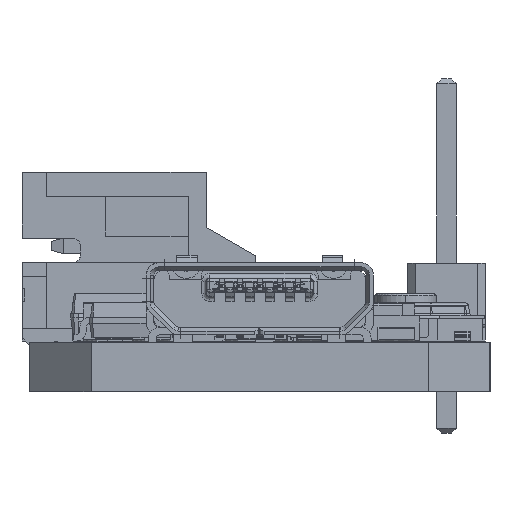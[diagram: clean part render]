
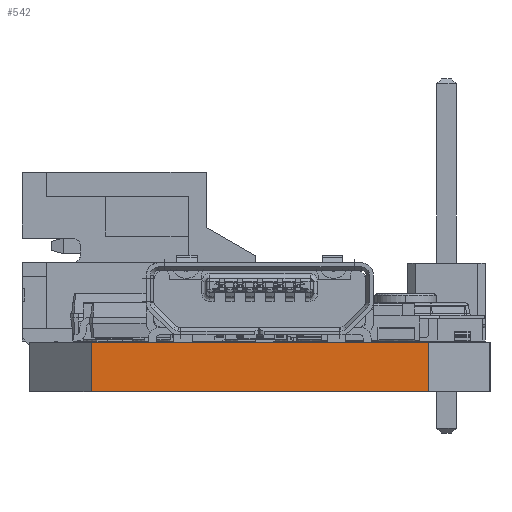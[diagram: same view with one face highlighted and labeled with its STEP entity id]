
A CAD part, left-side view. The second image highlights one B-rep face of the part: STEP entity #542.
In plain terms, the highlighted planar face has unit normal (-1, 0, 0).
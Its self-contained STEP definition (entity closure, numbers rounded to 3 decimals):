
#542=ADVANCED_FACE('',(#2390),#30200,.T.);
#2390=FACE_OUTER_BOUND('',#4258,.T.);
#4258=EDGE_LOOP('',(#6365,#6366,#6367,#6368));
#6365=ORIENTED_EDGE('',*,*,#16347,.F.);
#6366=ORIENTED_EDGE('',*,*,#16279,.T.);
#6367=ORIENTED_EDGE('',*,*,#16350,.T.);
#6368=ORIENTED_EDGE('',*,*,#16306,.T.);
#16279=EDGE_CURVE('',#26415,#26449,#22258,.T.);
#16306=EDGE_CURVE('',#26462,#26428,#22273,.T.);
#16347=EDGE_CURVE('',#26415,#26428,#22304,.T.);
#16350=EDGE_CURVE('',#26449,#26462,#22307,.T.);
#22258=B_SPLINE_CURVE_WITH_KNOTS('',1,(#35473,#35474),.UNSPECIFIED.,.F.,
 .F.,(2,2),(0.,1.6),.UNSPECIFIED.);
#22273=B_SPLINE_CURVE_WITH_KNOTS('',1,(#35563,#35564),.UNSPECIFIED.,.F.,
 .F.,(2,2),(0.,1.6),.UNSPECIFIED.);
#22304=B_SPLINE_CURVE_WITH_KNOTS('',1,(#35677,#35678,#35679,#35680),
 .UNSPECIFIED.,.F.,.F.,(2,1,1,2),(0.,3.,8.867,11.),
 .UNSPECIFIED.);
#22307=B_SPLINE_CURVE_WITH_KNOTS('',1,(#35693,#35694,#35695,#35696),
 .UNSPECIFIED.,.F.,.F.,(2,1,1,2),(0.,3.,8.867,11.),
 .UNSPECIFIED.);
#26415=VERTEX_POINT('',#35259);
#26428=VERTEX_POINT('',#35272);
#26449=VERTEX_POINT('',#35293);
#26462=VERTEX_POINT('',#35306);
#30200=PLANE('',#32060);
#32060=AXIS2_PLACEMENT_3D('',#34951,#33466,$);
#33466=DIRECTION('',(-1.,0.,0.));
#34951=CARTESIAN_POINT('',(-64.831,-93.548,-4.504));
#35259=CARTESIAN_POINT('',(-64.831,-91.548,0.));
#35272=CARTESIAN_POINT('',(-64.831,-80.548,0.));
#35293=CARTESIAN_POINT('',(-64.831,-91.548,1.6));
#35306=CARTESIAN_POINT('',(-64.831,-80.548,1.6));
#35473=CARTESIAN_POINT('',(-64.831,-91.548,0.));
#35474=CARTESIAN_POINT('',(-64.831,-91.548,1.6));
#35563=CARTESIAN_POINT('',(-64.831,-80.548,1.6));
#35564=CARTESIAN_POINT('',(-64.831,-80.548,0.));
#35677=CARTESIAN_POINT('',(-64.831,-91.548,0.));
#35678=CARTESIAN_POINT('',(-64.831,-88.548,0.));
#35679=CARTESIAN_POINT('',(-64.831,-82.681,0.));
#35680=CARTESIAN_POINT('',(-64.831,-80.548,0.));
#35693=CARTESIAN_POINT('',(-64.831,-91.548,1.6));
#35694=CARTESIAN_POINT('',(-64.831,-88.548,1.6));
#35695=CARTESIAN_POINT('',(-64.831,-82.681,1.6));
#35696=CARTESIAN_POINT('',(-64.831,-80.548,1.6));
